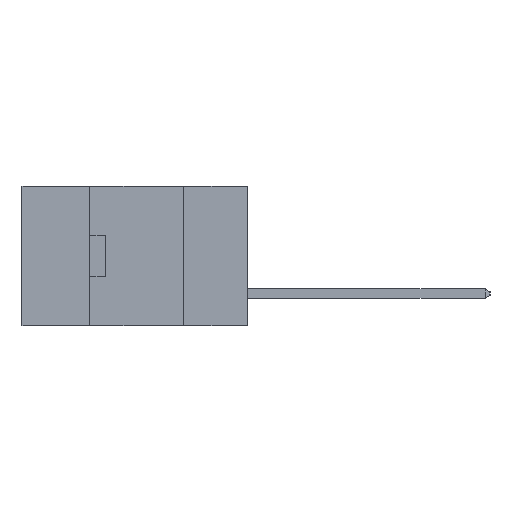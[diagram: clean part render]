
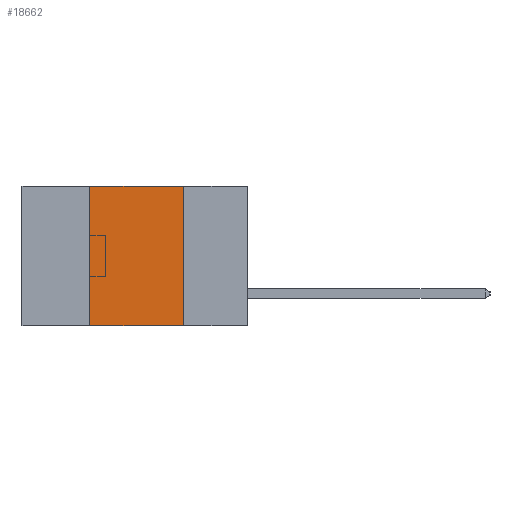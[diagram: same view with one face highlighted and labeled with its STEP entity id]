
A CAD part, left-side view. The second image highlights one B-rep face of the part: STEP entity #18662.
In plain terms, the highlighted planar face has unit normal (-1, 0, 0).
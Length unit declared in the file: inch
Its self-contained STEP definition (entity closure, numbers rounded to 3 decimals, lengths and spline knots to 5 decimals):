
#21 = CARTESIAN_POINT ( 'NONE',  ( 0., 0.42, -0.37 ) ) ;
#156 = LINE ( 'NONE', #11043, #10696 ) ;
#3228 = CARTESIAN_POINT ( 'NONE',  ( 0., 0.17, -0.37 ) ) ;
#3414 = CARTESIAN_POINT ( 'NONE',  ( 0., 0.42, 0. ) ) ;
#3447 = DIRECTION ( 'NONE',  ( 1., 0., 0. ) ) ;
#4157 = ORIENTED_EDGE ( 'NONE', *, *, #23965, .T. ) ;
#4171 = DIRECTION ( 'NONE',  ( 0., -1., 0. ) ) ;
#5305 = FACE_OUTER_BOUND ( 'NONE', #15348, .T. ) ;
#5398 = DIRECTION ( 'NONE',  ( 0., 0., -1. ) ) ;
#5520 = CARTESIAN_POINT ( 'NONE',  ( 0., 0.6, 0. ) ) ;
#7140 = VECTOR ( 'NONE', #4171, 39.37008 ) ;
#7376 = VECTOR ( 'NONE', #5398, 39.37008 ) ;
#7386 = AXIS2_PLACEMENT_3D ( 'NONE', #5520, #3447, #18395 ) ;
#9350 = EDGE_CURVE ( 'NONE', #18119, #9724, #25194, .T. ) ;
#9724 = VERTEX_POINT ( 'NONE', #3414 ) ;
#10696 = VECTOR ( 'NONE', #13198, 39.37008 ) ;
#11043 = CARTESIAN_POINT ( 'NONE',  ( 0., 0.6, 0. ) ) ;
#12171 = ORIENTED_EDGE ( 'NONE', *, *, #17242, .F. ) ;
#13024 = EDGE_CURVE ( 'NONE', #9724, #22516, #156, .T. ) ;
#13198 = DIRECTION ( 'NONE',  ( 0., -1., 0. ) ) ;
#14074 = PLANE ( 'NONE',  #7386 ) ;
#15348 = EDGE_LOOP ( 'NONE', ( #12171, #20344, #21148, #4157 ) ) ;
#17242 = EDGE_CURVE ( 'NONE', #22516, #27345, #24334, .T. ) ;
#18119 = VERTEX_POINT ( 'NONE', #22923 ) ;
#18395 = DIRECTION ( 'NONE',  ( 0., 0., -1. ) ) ;
#18662 = ADVANCED_FACE ( 'NONE', ( #5305 ), #14074, .F. ) ;
#19012 = CARTESIAN_POINT ( 'NONE',  ( 0., 0.6, -0.37 ) ) ;
#19642 = VECTOR ( 'NONE', #21419, 39.37008 ) ;
#20172 = CARTESIAN_POINT ( 'NONE',  ( 0., 0.17, 0. ) ) ;
#20344 = ORIENTED_EDGE ( 'NONE', *, *, #13024, .F. ) ;
#21148 = ORIENTED_EDGE ( 'NONE', *, *, #9350, .F. ) ;
#21419 = DIRECTION ( 'NONE',  ( 0., 0., 1. ) ) ;
#22516 = VERTEX_POINT ( 'NONE', #20172 ) ;
#22923 = CARTESIAN_POINT ( 'NONE',  ( 0., 0.42, -0.37 ) ) ;
#23965 = EDGE_CURVE ( 'NONE', #18119, #27345, #24072, .T. ) ;
#24072 = LINE ( 'NONE', #19012, #7140 ) ;
#24334 = LINE ( 'NONE', #3228, #7376 ) ;
#25105 = CARTESIAN_POINT ( 'NONE',  ( 0., 0.17, -0.37 ) ) ;
#25194 = LINE ( 'NONE', #21, #19642 ) ;
#27345 = VERTEX_POINT ( 'NONE', #25105 ) ;
